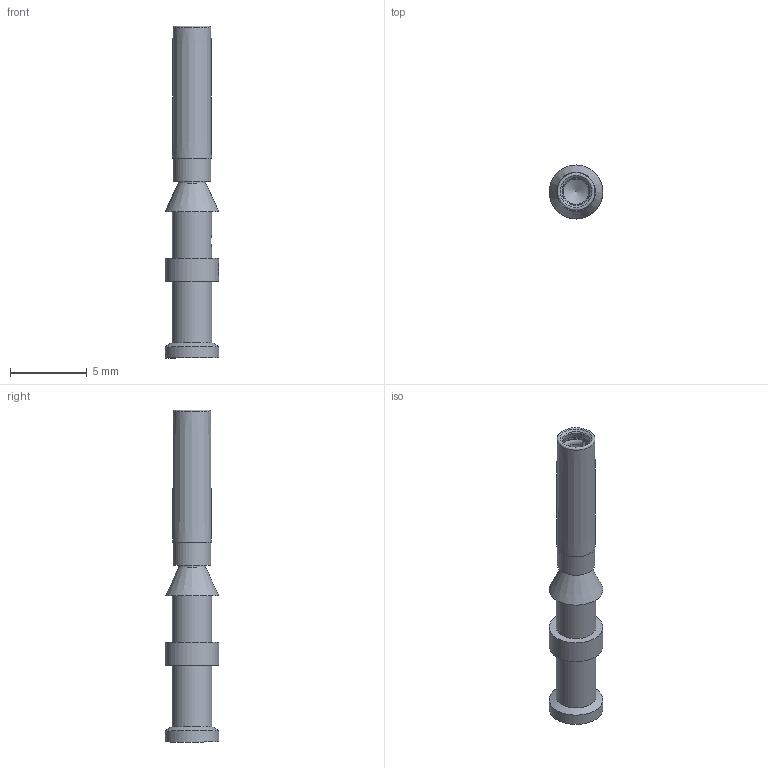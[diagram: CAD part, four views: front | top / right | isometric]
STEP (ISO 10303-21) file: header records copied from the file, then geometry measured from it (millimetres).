
FILE_DESCRIPTION(/* description */ (''),/* implementation_level */ '2;1');
FILE_NAME(/* name */ '100732904ugm000_a.stp',/* time_stamp */ '2017-09-28T17:18:55+02:00',/* author */ (''),/* organization */ (''),/* preprocessor_version */ 'ST-DEVELOPER v16',/* originating_system */ 'SIEMENS PLM Software NX 10.0',/* authorisation */ '');
FILE_SCHEMA (('AUTOMOTIVE_DESIGN { 1 0 10303 214 3 1 1 1 }'));
Length unit declared in the file: millimetre
Products named in the file (1): 100732904ugm000_a
Bounding box: 3.5 x 3.5 x 21.58 mm (x, y, z)
Volume: 95.1 mm3; surface area: 391 mm2
Topology: 1 solids, 1 shells, 146 faces, 371 edges, 245 vertices
Faces by surface type: plane 90, cylinder 37, cone 13, bspline 4, extrusion 2
Full cylindrical faces by diameter (mm): 0.11 x1, 0.13 x1, 0.8 x1, 0.9 x1, 1.8 x2, 2.2 x1, 2.45 x1, 2.57 x1, 2.6 x1, 3.5 x2
Entity records: 6105 total; most frequent: CARTESIAN_POINT 1645, DIRECTION 706, ORIENTED_EDGE 666, EDGE_CURVE 333, AXIS2_PLACEMENT_3D 275, VERTEX_POINT 236, EDGE_LOOP 193, VECTOR 156
